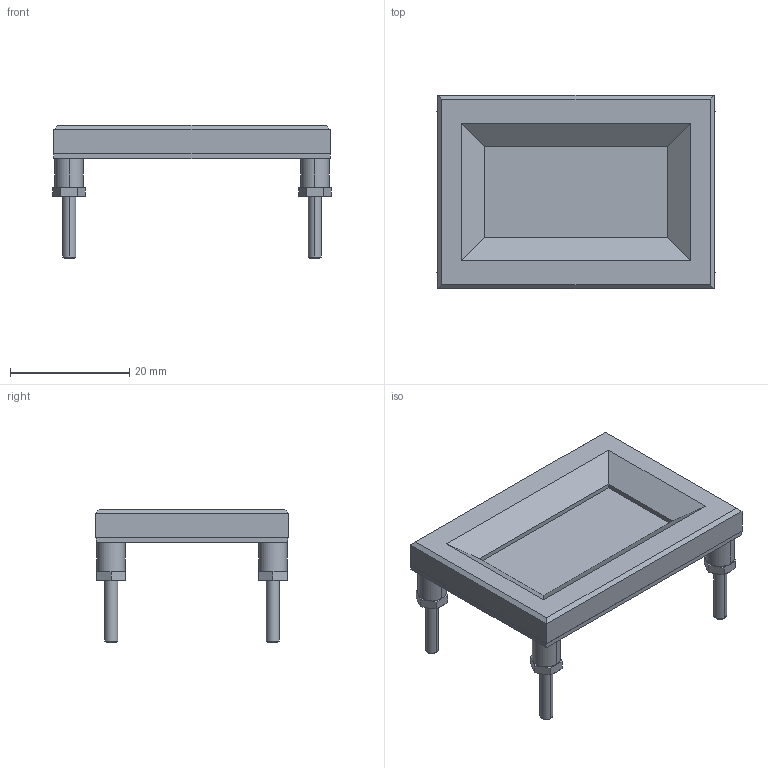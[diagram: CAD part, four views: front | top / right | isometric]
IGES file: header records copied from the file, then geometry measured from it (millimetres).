
Start section: SolidWorks IGES file using analytic representation for surfaces
Global section: file name: Alan'5252-01162-0.IGS; native system: SolidWorks 2011; preprocessor: SolidWorks 2011; author: ALau; date: 120613.093802; units: inch
Bounding box: 46.8 x 32.51 x 22.35 mm (x, y, z)
Surface area: 8279.5 mm2 (no closed solid volume)
Topology: 0 solids, 0 shells, 235 faces, 3312 edges, 3312 vertices
Faces by surface type: revolution 128, bspline 107
